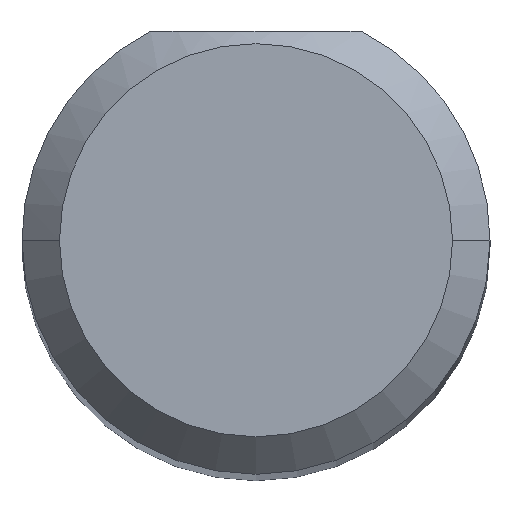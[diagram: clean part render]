
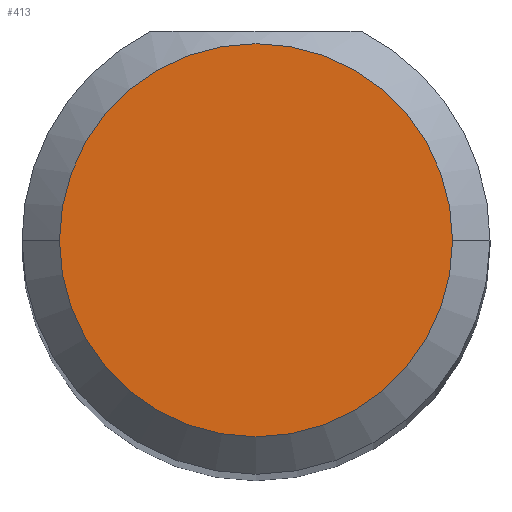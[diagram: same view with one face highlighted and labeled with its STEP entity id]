
A CAD part, top view. The second image highlights one B-rep face of the part: STEP entity #413.
In plain terms, the highlighted planar face has unit normal (0, 0, 1).
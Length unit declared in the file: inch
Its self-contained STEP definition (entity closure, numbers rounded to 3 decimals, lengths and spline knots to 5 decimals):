
#4 = AXIS2_PLACEMENT_3D ( 'NONE', #563, #128, #305 ) ;
#33 = DIRECTION ( 'NONE',  ( 0., 0., -1. ) ) ;
#39 = PLANE ( 'NONE',  #4 ) ;
#42 = EDGE_LOOP ( 'NONE', ( #275, #365 ) ) ;
#48 = DIRECTION ( 'NONE',  ( -1., 0., 0. ) ) ;
#128 = DIRECTION ( 'NONE',  ( 0., 0., 1. ) ) ;
#152 = AXIS2_PLACEMENT_3D ( 'NONE', #425, #33, #353 ) ;
#173 = CARTESIAN_POINT ( 'NONE',  ( 0.45375, 0., 2. ) ) ;
#176 = CARTESIAN_POINT ( 'NONE',  ( 0.29625, 0., 2. ) ) ;
#188 = CARTESIAN_POINT ( 'NONE',  ( 0.375, 0., 2. ) ) ;
#214 = CIRCLE ( 'NONE', #152, 0.07875 ) ;
#260 = CIRCLE ( 'NONE', #392, 0.07875 ) ;
#275 = ORIENTED_EDGE ( 'NONE', *, *, #484, .F. ) ;
#294 = EDGE_CURVE ( 'NONE', #308, #391, #214, .T. ) ;
#305 = DIRECTION ( 'NONE',  ( -1., 0., 0. ) ) ;
#308 = VERTEX_POINT ( 'NONE', #176 ) ;
#353 = DIRECTION ( 'NONE',  ( -1., 0., 0. ) ) ;
#365 = ORIENTED_EDGE ( 'NONE', *, *, #294, .F. ) ;
#391 = VERTEX_POINT ( 'NONE', #173 ) ;
#392 = AXIS2_PLACEMENT_3D ( 'NONE', #188, #404, #48 ) ;
#404 = DIRECTION ( 'NONE',  ( 0., 0., -1. ) ) ;
#413 = ADVANCED_FACE ( 'NONE', ( #428 ), #39, .T. ) ;
#425 = CARTESIAN_POINT ( 'NONE',  ( 0.375, 0., 2. ) ) ;
#428 = FACE_OUTER_BOUND ( 'NONE', #42, .T. ) ;
#484 = EDGE_CURVE ( 'NONE', #391, #308, #260, .T. ) ;
#563 = CARTESIAN_POINT ( 'NONE',  ( 0.375, 0., 2. ) ) ;
